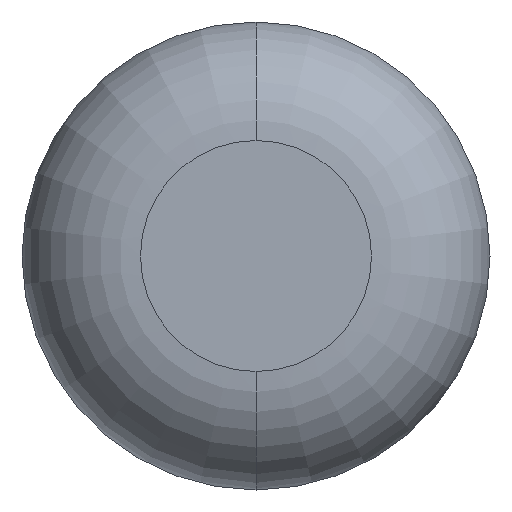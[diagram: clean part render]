
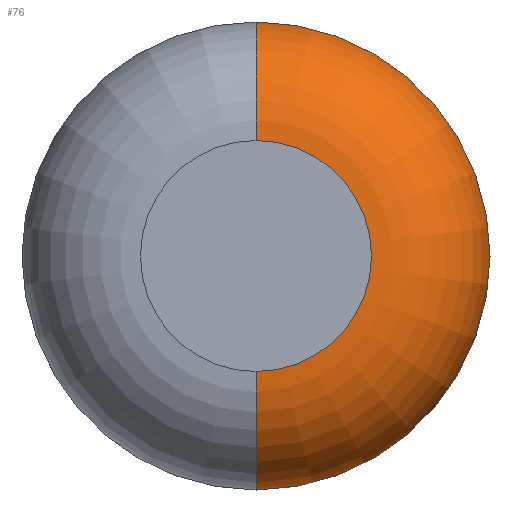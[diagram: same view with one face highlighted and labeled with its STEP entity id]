
A CAD part, front view. The second image highlights one B-rep face of the part: STEP entity #76.
In plain terms, the highlighted toroidal (fillet/blend) face has major radius 4.699 mm and minor radius 4.826 mm.
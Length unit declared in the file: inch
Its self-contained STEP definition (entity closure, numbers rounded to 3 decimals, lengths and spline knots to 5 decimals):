
#11 = AXIS2_PLACEMENT_3D ( 'NONE', #271, #389, #150 ) ;
#29 = AXIS2_PLACEMENT_3D ( 'NONE', #58, #191, #313 ) ;
#39 = DIRECTION ( 'NONE',  ( 1., 0., 0. ) ) ;
#41 = EDGE_CURVE ( 'NONE', #92, #289, #264, .T. ) ;
#54 = ORIENTED_EDGE ( 'NONE', *, *, #244, .T. ) ;
#58 = CARTESIAN_POINT ( 'NONE',  ( 0., 0.19, -0.185 ) ) ;
#59 = CARTESIAN_POINT ( 'NONE',  ( 0., 0., -0.185 ) ) ;
#76 = ADVANCED_FACE ( 'NONE', ( #83 ), #247, .T. ) ;
#83 = FACE_OUTER_BOUND ( 'NONE', #154, .T. ) ;
#92 = VERTEX_POINT ( 'NONE', #302 ) ;
#93 = DIRECTION ( 'NONE',  ( 0., 0., -1. ) ) ;
#104 = EDGE_CURVE ( 'NONE', #117, #289, #112, .T. ) ;
#112 = CIRCLE ( 'NONE', #118, 0.185 ) ;
#117 = VERTEX_POINT ( 'NONE', #59 ) ;
#118 = AXIS2_PLACEMENT_3D ( 'NONE', #347, #322, #230 ) ;
#150 = DIRECTION ( 'NONE',  ( 0., 0., -1. ) ) ;
#152 = CARTESIAN_POINT ( 'NONE',  ( 0., 0., 0.185 ) ) ;
#154 = EDGE_LOOP ( 'NONE', ( #54, #210, #266, #185 ) ) ;
#171 = DIRECTION ( 'NONE',  ( 0., 0., -1. ) ) ;
#178 = AXIS2_PLACEMENT_3D ( 'NONE', #197, #39, #171 ) ;
#185 = ORIENTED_EDGE ( 'NONE', *, *, #214, .F. ) ;
#191 = DIRECTION ( 'NONE',  ( -1., 0., 0. ) ) ;
#197 = CARTESIAN_POINT ( 'NONE',  ( 0., 0.19, 0.185 ) ) ;
#198 = CIRCLE ( 'NONE', #261, 0.375 ) ;
#207 = CARTESIAN_POINT ( 'NONE',  ( 0., 0.19, 0. ) ) ;
#210 = ORIENTED_EDGE ( 'NONE', *, *, #41, .T. ) ;
#214 = EDGE_CURVE ( 'NONE', #242, #117, #394, .T. ) ;
#230 = DIRECTION ( 'NONE',  ( 0., 0., -1. ) ) ;
#242 = VERTEX_POINT ( 'NONE', #250 ) ;
#244 = EDGE_CURVE ( 'NONE', #242, #92, #198, .T. ) ;
#247 = TOROIDAL_SURFACE ( 'NONE', #11, 0.185, 0.19 ) ;
#250 = CARTESIAN_POINT ( 'NONE',  ( 0., 0.19, -0.375 ) ) ;
#261 = AXIS2_PLACEMENT_3D ( 'NONE', #207, #371, #93 ) ;
#264 = CIRCLE ( 'NONE', #178, 0.19 ) ;
#266 = ORIENTED_EDGE ( 'NONE', *, *, #104, .F. ) ;
#271 = CARTESIAN_POINT ( 'NONE',  ( 0., 0.19, 0. ) ) ;
#289 = VERTEX_POINT ( 'NONE', #152 ) ;
#302 = CARTESIAN_POINT ( 'NONE',  ( 0., 0.19, 0.375 ) ) ;
#313 = DIRECTION ( 'NONE',  ( 0., 0., 1. ) ) ;
#322 = DIRECTION ( 'NONE',  ( 0., -1., 0. ) ) ;
#347 = CARTESIAN_POINT ( 'NONE',  ( 0., 0., 0. ) ) ;
#371 = DIRECTION ( 'NONE',  ( 0., -1., 0. ) ) ;
#389 = DIRECTION ( 'NONE',  ( 0., -1., 0. ) ) ;
#394 = CIRCLE ( 'NONE', #29, 0.19 ) ;
